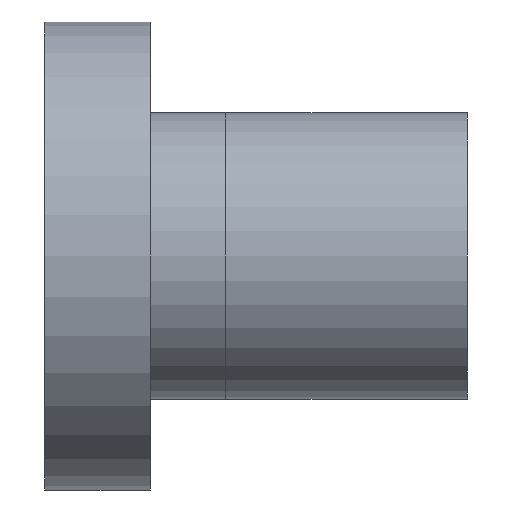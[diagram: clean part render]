
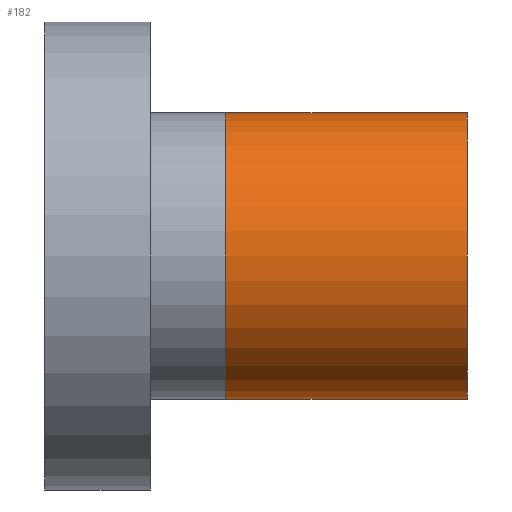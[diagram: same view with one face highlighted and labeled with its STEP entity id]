
A CAD part, front view. The second image highlights one B-rep face of the part: STEP entity #182.
In plain terms, the highlighted cylindrical face has radius 19 mm (diameter 38 mm), a partial arc.
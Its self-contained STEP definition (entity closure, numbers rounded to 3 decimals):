
#11 = DIRECTION ( 'NONE',  ( -1., 0., 0. ) ) ;
#70 = CIRCLE ( 'NONE', #622, 19. ) ;
#97 = AXIS2_PLACEMENT_3D ( 'NONE', #696, #11, #763 ) ;
#152 = EDGE_CURVE ( 'NONE', #522, #376, #584, .T. ) ;
#182 = ADVANCED_FACE ( 'NONE', ( #813 ), #242, .T. ) ;
#190 = EDGE_LOOP ( 'NONE', ( #616, #697, #310, #449 ) ) ;
#193 = CARTESIAN_POINT ( 'NONE',  ( 7.788, 0., -19. ) ) ;
#205 = DIRECTION ( 'NONE',  ( -1., 0., 0. ) ) ;
#212 = EDGE_CURVE ( 'NONE', #402, #386, #469, .T. ) ;
#224 = EDGE_CURVE ( 'NONE', #376, #386, #70, .T. ) ;
#228 = CIRCLE ( 'NONE', #97, 19. ) ;
#242 = CYLINDRICAL_SURFACE ( 'NONE', #524, 19. ) ;
#271 = CARTESIAN_POINT ( 'NONE',  ( -151.697, 0., -19. ) ) ;
#285 = DIRECTION ( 'NONE',  ( 0., 0., 1. ) ) ;
#310 = ORIENTED_EDGE ( 'NONE', *, *, #212, .T. ) ;
#322 = CARTESIAN_POINT ( 'NONE',  ( 39.788, 0., 19. ) ) ;
#341 = CARTESIAN_POINT ( 'NONE',  ( 7.788, 0., 0. ) ) ;
#350 = DIRECTION ( 'NONE',  ( 0., 0., 1. ) ) ;
#376 = VERTEX_POINT ( 'NONE', #193 ) ;
#386 = VERTEX_POINT ( 'NONE', #762 ) ;
#402 = VERTEX_POINT ( 'NONE', #322 ) ;
#417 = VECTOR ( 'NONE', #205, 1000. ) ;
#449 = ORIENTED_EDGE ( 'NONE', *, *, #224, .F. ) ;
#469 = LINE ( 'NONE', #727, #529 ) ;
#493 = CARTESIAN_POINT ( 'NONE',  ( -151.697, 0., 0. ) ) ;
#522 = VERTEX_POINT ( 'NONE', #594 ) ;
#524 = AXIS2_PLACEMENT_3D ( 'NONE', #493, #746, #350 ) ;
#529 = VECTOR ( 'NONE', #660, 1000. ) ;
#584 = LINE ( 'NONE', #271, #417 ) ;
#594 = CARTESIAN_POINT ( 'NONE',  ( 39.788, 0., -19. ) ) ;
#599 = DIRECTION ( 'NONE',  ( -1., 0., 0. ) ) ;
#616 = ORIENTED_EDGE ( 'NONE', *, *, #152, .F. ) ;
#622 = AXIS2_PLACEMENT_3D ( 'NONE', #341, #599, #285 ) ;
#660 = DIRECTION ( 'NONE',  ( -1., 0., 0. ) ) ;
#696 = CARTESIAN_POINT ( 'NONE',  ( 39.788, 0., 0. ) ) ;
#697 = ORIENTED_EDGE ( 'NONE', *, *, #724, .T. ) ;
#724 = EDGE_CURVE ( 'NONE', #522, #402, #228, .T. ) ;
#727 = CARTESIAN_POINT ( 'NONE',  ( -151.697, 0., 19. ) ) ;
#746 = DIRECTION ( 'NONE',  ( -1., 0., 0. ) ) ;
#762 = CARTESIAN_POINT ( 'NONE',  ( 7.788, 0., 19. ) ) ;
#763 = DIRECTION ( 'NONE',  ( 0., 0., 1. ) ) ;
#813 = FACE_OUTER_BOUND ( 'NONE', #190, .T. ) ;
